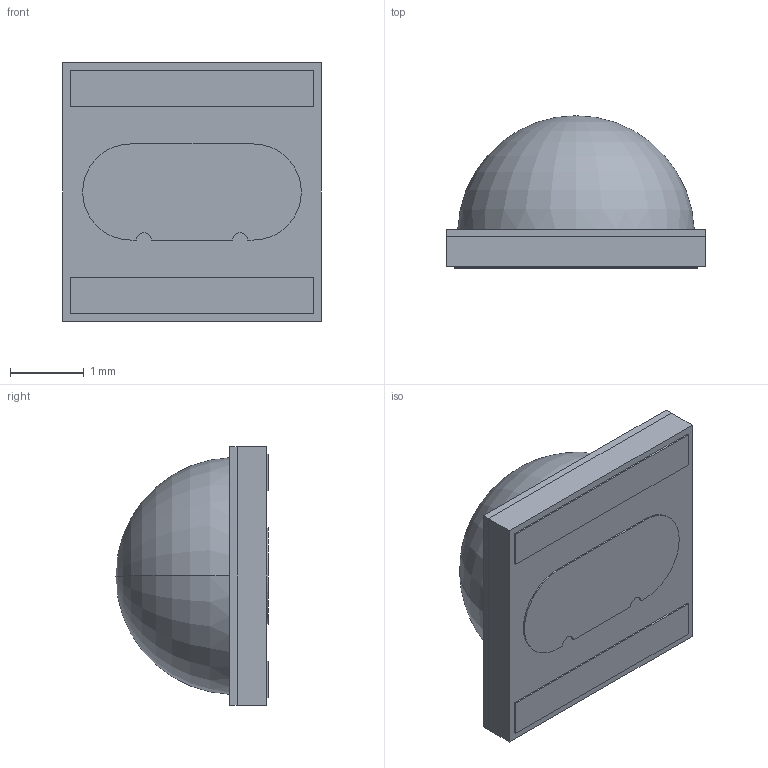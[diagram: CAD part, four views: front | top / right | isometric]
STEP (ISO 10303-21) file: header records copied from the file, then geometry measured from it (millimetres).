
FILE_DESCRIPTION (( 'STEP AP214' ), '1' );
FILE_NAME ('LH351B-v3.STEP', '2024-04-08T13:01:42', ( '' ), ( '' ), 'SwSTEP 2.0', 'SolidWorks 2022', '' );
FILE_SCHEMA (( 'AUTOMOTIVE_DESIGN' ));
Length unit declared in the file: millimetre
Products named in the file (1): LH351B-v3
Bounding box: 3.5 x 2.06 x 3.5 mm (x, y, z)
Volume: 15.9 mm3; surface area: 76.5 mm2
Topology: 3 solids, 3 shells, 73 faces, 180 edges, 119 vertices
Faces by surface type: plane 57, cylinder 14, torus 2
Entity records: 2635 total; most frequent: CARTESIAN_POINT 371, DIRECTION 358, ORIENTED_EDGE 356, EDGE_CURVE 178, LINE 146, VECTOR 146, VERTEX_POINT 119, AXIS2_PLACEMENT_3D 106
